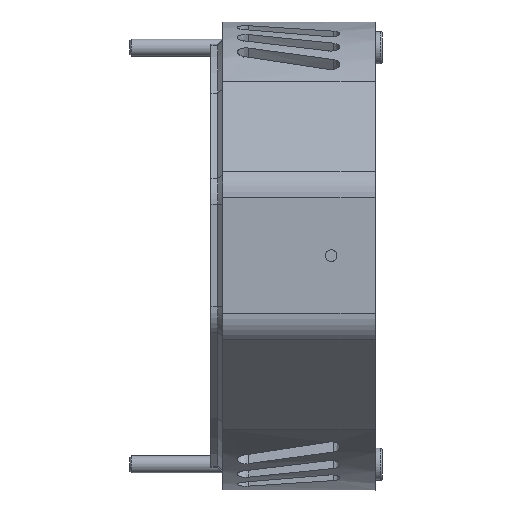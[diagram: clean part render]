
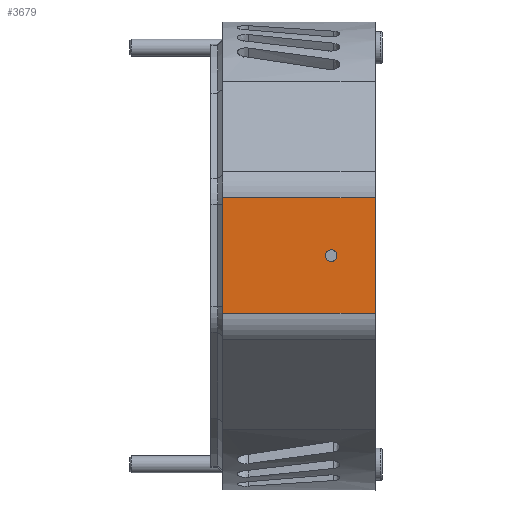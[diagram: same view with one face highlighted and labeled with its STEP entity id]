
A CAD part, top view. The second image highlights one B-rep face of the part: STEP entity #3679.
In plain terms, the highlighted planar face has unit normal (0, 0, 1).
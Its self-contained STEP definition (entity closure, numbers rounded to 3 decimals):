
#278=FACE_BOUND('',#773,.T.);
#346=PLANE('',#3983);
#543=FACE_OUTER_BOUND('',#772,.T.);
#772=EDGE_LOOP('',(#3454,#3455,#3456,#3457));
#773=EDGE_LOOP('',(#3458));
#988=LINE('',#7800,#1277);
#1059=LINE('',#8021,#1348);
#1062=LINE('',#8034,#1351);
#1063=LINE('',#8036,#1352);
#1277=VECTOR('',#4578,10.);
#1348=VECTOR('',#4827,10.);
#1351=VECTOR('',#4850,10.);
#1352=VECTOR('',#4853,10.);
#1368=CIRCLE('',#3736,1.);
#1632=VERTEX_POINT('',#7241);
#1789=VERTEX_POINT('',#7797);
#1790=VERTEX_POINT('',#7799);
#1838=VERTEX_POINT('',#8018);
#1839=VERTEX_POINT('',#8020);
#2046=EDGE_CURVE('',#1632,#1632,#1368,.T.);
#2270=EDGE_CURVE('',#1790,#1789,#988,.T.);
#2375=EDGE_CURVE('',#1839,#1838,#1059,.T.);
#2379=EDGE_CURVE('',#1838,#1790,#1062,.T.);
#2380=EDGE_CURVE('',#1839,#1789,#1063,.T.);
#3454=ORIENTED_EDGE('',*,*,#2270,.T.);
#3455=ORIENTED_EDGE('',*,*,#2380,.F.);
#3456=ORIENTED_EDGE('',*,*,#2375,.T.);
#3457=ORIENTED_EDGE('',*,*,#2379,.T.);
#3458=ORIENTED_EDGE('',*,*,#2046,.T.);
#3679=ADVANCED_FACE('',(#543,#278),#346,.T.);
#3736=AXIS2_PLACEMENT_3D('',#7242,#4156,#4157);
#3983=AXIS2_PLACEMENT_3D('',#8035,#4851,#4852);
#4156=DIRECTION('center_axis',(0.,0.,
-1.));
#4157=DIRECTION('ref_axis',(-1.,0.,0.));
#4578=DIRECTION('',(0.,1.,0.));
#4827=DIRECTION('',(0.,-1.,0.));
#4850=DIRECTION('',(1.,0.,0.));
#4851=DIRECTION('center_axis',(0.,0.,
1.));
#4852=DIRECTION('ref_axis',(0.,-1.,0.));
#4853=DIRECTION('',(1.,0.,0.));
#7241=CARTESIAN_POINT('',(72.05,0.,45.783));
#7242=CARTESIAN_POINT('Origin',(71.05,0.,
45.783));
#7797=CARTESIAN_POINT('',(78.55,9.839,45.783));
#7799=CARTESIAN_POINT('',(78.55,-9.839,45.783));
#7800=CARTESIAN_POINT('',(78.55,4.92,45.783));
#8018=CARTESIAN_POINT('',(52.55,-9.839,45.783));
#8020=CARTESIAN_POINT('',(52.55,9.839,45.783));
#8021=CARTESIAN_POINT('',(52.55,6.25,45.783));
#8034=CARTESIAN_POINT('',(52.55,-9.839,45.783));
#8035=CARTESIAN_POINT('Origin',(52.55,9.839,45.783));
#8036=CARTESIAN_POINT('',(52.55,9.839,45.783));
